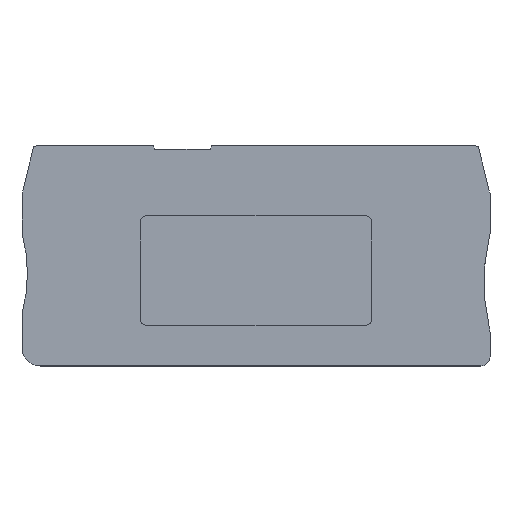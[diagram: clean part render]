
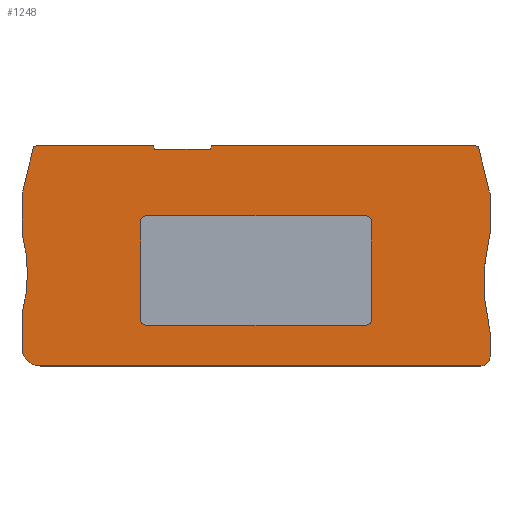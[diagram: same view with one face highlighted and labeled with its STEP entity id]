
A CAD part, top view. The second image highlights one B-rep face of the part: STEP entity #1248.
In plain terms, the highlighted planar face has unit normal (0, 0, 1).
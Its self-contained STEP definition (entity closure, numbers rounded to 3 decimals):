
#320=DIRECTION('',(-0.358,-0.934,0.));
#321=VECTOR('',#320,0.536);
#322=CARTESIAN_POINT('',(-0.232,36.2,2.2));
#323=LINE('',#322,#321);
#328=DIRECTION('',(-0.358,0.934,0.));
#329=VECTOR('',#328,0.536);
#330=CARTESIAN_POINT('',(-9.576,35.7,2.2));
#331=LINE('',#330,#329);
#332=DIRECTION('',(0.,1.,0.));
#333=VECTOR('',#332,16.);
#334=CARTESIAN_POINT('',(26.1,7.7,2.2));
#335=LINE('',#334,#333);
#336=DIRECTION('',(-1.,0.,0.));
#337=VECTOR('',#336,36.);
#338=CARTESIAN_POINT('',(25.1,24.7,2.2));
#339=LINE('',#338,#337);
#340=DIRECTION('',(0.,-1.,0.));
#341=VECTOR('',#340,16.);
#342=CARTESIAN_POINT('',(-11.9,23.7,2.2));
#343=LINE('',#342,#341);
#344=DIRECTION('',(1.,0.,0.));
#345=VECTOR('',#344,36.);
#346=CARTESIAN_POINT('',(-10.9,6.7,2.2));
#347=LINE('',#346,#345);
#348=DIRECTION('',(-1.,0.,0.));
#349=VECTOR('',#348,9.152);
#350=CARTESIAN_POINT('',(-0.424,35.7,2.2));
#351=LINE('',#350,#349);
#352=DIRECTION('',(1.,0.,0.));
#353=VECTOR('',#352,43.492);
#354=CARTESIAN_POINT('',(-0.232,36.2,2.2));
#355=LINE('',#354,#353);
#356=CARTESIAN_POINT('',(43.259,35.7,2.2));
#357=DIRECTION('',(0.,0.,-1.));
#358=DIRECTION('',(0.,1.,0.));
#359=AXIS2_PLACEMENT_3D('',#356,#357,#358);
#361=DIRECTION('',(0.242,-0.97,0.));
#362=VECTOR('',#361,0.43);
#363=CARTESIAN_POINT('',(43.745,35.821,2.2));
#364=LINE('',#363,#362);
#365=DIRECTION('',(0.242,-0.97,0.));
#366=VECTOR('',#365,6.732);
#367=CARTESIAN_POINT('',(43.849,35.403,2.2));
#368=LINE('',#367,#366);
#369=DIRECTION('',(0.242,-0.97,0.));
#370=VECTOR('',#369,0.508);
#371=CARTESIAN_POINT('',(45.477,28.872,2.2));
#372=LINE('',#371,#370);
#373=DIRECTION('',(0.,-1.,0.));
#374=VECTOR('',#373,6.618);
#375=CARTESIAN_POINT('',(45.6,28.379,2.2));
#376=LINE('',#375,#374);
#377=CARTESIAN_POINT('',(77.589,13.7,2.2));
#378=DIRECTION('',(0.,0.,1.));
#379=DIRECTION('',(-0.97,0.244,0.));
#380=AXIS2_PLACEMENT_3D('',#377,#378,#379);
#382=CARTESIAN_POINT('',(44.6,5.516,2.2));
#383=DIRECTION('',(0.,0.,-1.));
#384=DIRECTION('',(0.971,0.241,0.));
#385=AXIS2_PLACEMENT_3D('',#382,#383,#384);
#387=DIRECTION('',(0.,-1.,0.));
#388=VECTOR('',#387,4.016);
#389=CARTESIAN_POINT('',(45.6,5.516,2.2));
#390=LINE('',#389,#388);
#391=CARTESIAN_POINT('',(44.1,1.5,2.2));
#392=DIRECTION('',(0.,0.,-1.));
#393=DIRECTION('',(1.,0.,0.));
#394=AXIS2_PLACEMENT_3D('',#391,#392,#393);
#396=DIRECTION('',(-1.,0.,0.));
#397=VECTOR('',#396,72.5);
#398=CARTESIAN_POINT('',(44.1,0.,2.2));
#399=LINE('',#398,#397);
#400=CARTESIAN_POINT('',(-28.4,3.,2.2));
#401=DIRECTION('',(0.,0.,-1.));
#402=DIRECTION('',(0.,-1.,0.));
#403=AXIS2_PLACEMENT_3D('',#400,#401,#402);
#405=DIRECTION('',(0.,1.,0.));
#406=VECTOR('',#405,5.607);
#407=CARTESIAN_POINT('',(-31.4,3.,2.2));
#408=LINE('',#407,#406);
#409=CARTESIAN_POINT('',(-55.508,15.224,2.2));
#410=DIRECTION('',(0.,0.,1.));
#411=DIRECTION('',(0.964,-0.265,0.));
#412=AXIS2_PLACEMENT_3D('',#409,#410,#411);
#414=DIRECTION('',(0.,1.,0.));
#415=VECTOR('',#414,6.538);
#416=CARTESIAN_POINT('',(-31.4,21.841,2.2));
#417=LINE('',#416,#415);
#418=DIRECTION('',(0.242,0.97,0.));
#419=VECTOR('',#418,0.508);
#420=CARTESIAN_POINT('',(-31.4,28.379,2.2));
#421=LINE('',#420,#419);
#422=DIRECTION('',(0.242,0.97,0.));
#423=VECTOR('',#422,6.732);
#424=CARTESIAN_POINT('',(-31.277,28.872,2.2));
#425=LINE('',#424,#423);
#426=DIRECTION('',(0.242,0.97,0.));
#427=VECTOR('',#426,0.43);
#428=CARTESIAN_POINT('',(-29.649,35.403,2.2));
#429=LINE('',#428,#427);
#430=CARTESIAN_POINT('',(-29.059,35.7,2.2));
#431=DIRECTION('',(0.,0.,-1.));
#432=DIRECTION('',(-0.97,0.242,0.));
#433=AXIS2_PLACEMENT_3D('',#430,#431,#432);
#435=DIRECTION('',(1.,0.,0.));
#436=VECTOR('',#435,19.292);
#437=CARTESIAN_POINT('',(-29.059,36.2,2.2));
#438=LINE('',#437,#436);
#447=CARTESIAN_POINT('',(25.1,23.7,2.2));
#448=DIRECTION('',(0.,0.,-1.));
#449=DIRECTION('',(0.,1.,0.));
#450=AXIS2_PLACEMENT_3D('',#447,#448,#449);
#488=CARTESIAN_POINT('',(-10.9,23.7,2.2));
#489=DIRECTION('',(0.,0.,-1.));
#490=DIRECTION('',(-1.,0.,0.));
#491=AXIS2_PLACEMENT_3D('',#488,#489,#490);
#501=CARTESIAN_POINT('',(-10.9,7.7,2.2));
#502=DIRECTION('',(0.,0.,-1.));
#503=DIRECTION('',(0.,-1.,0.));
#504=AXIS2_PLACEMENT_3D('',#501,#502,#503);
#514=CARTESIAN_POINT('',(25.1,7.7,2.2));
#515=DIRECTION('',(0.,0.,-1.));
#516=DIRECTION('',(1.,0.,0.));
#517=AXIS2_PLACEMENT_3D('',#514,#515,#516);
#649=CARTESIAN_POINT('',(-31.4,21.841,2.2));
#650=CARTESIAN_POINT('',(-31.4,28.379,2.2));
#651=VERTEX_POINT('',#649);
#652=VERTEX_POINT('',#650);
#653=CARTESIAN_POINT('',(-31.4,8.607,2.2));
#654=VERTEX_POINT('',#653);
#655=CARTESIAN_POINT('',(-31.4,3.,2.2));
#656=VERTEX_POINT('',#655);
#657=CARTESIAN_POINT('',(-28.4,0.,2.2));
#658=VERTEX_POINT('',#657);
#659=CARTESIAN_POINT('',(44.1,0.,2.2));
#660=VERTEX_POINT('',#659);
#661=CARTESIAN_POINT('',(45.6,1.5,2.2));
#662=VERTEX_POINT('',#661);
#663=CARTESIAN_POINT('',(45.6,5.516,2.2));
#664=VERTEX_POINT('',#663);
#665=CARTESIAN_POINT('',(45.571,5.757,2.2));
#666=VERTEX_POINT('',#665);
#667=CARTESIAN_POINT('',(45.6,21.761,2.2));
#668=VERTEX_POINT('',#667);
#669=CARTESIAN_POINT('',(45.6,28.379,2.2));
#670=VERTEX_POINT('',#669);
#671=CARTESIAN_POINT('',(45.477,28.872,2.2));
#672=VERTEX_POINT('',#671);
#673=CARTESIAN_POINT('',(43.849,35.403,2.2));
#674=VERTEX_POINT('',#673);
#675=CARTESIAN_POINT('',(43.745,35.821,2.2));
#676=VERTEX_POINT('',#675);
#677=CARTESIAN_POINT('',(43.259,36.2,2.2));
#678=VERTEX_POINT('',#677);
#679=CARTESIAN_POINT('',(-29.545,35.821,2.2));
#680=CARTESIAN_POINT('',(-29.059,36.2,2.2));
#681=VERTEX_POINT('',#679);
#682=VERTEX_POINT('',#680);
#683=CARTESIAN_POINT('',(-29.649,35.403,2.2));
#684=VERTEX_POINT('',#683);
#685=CARTESIAN_POINT('',(-31.277,28.872,2.2));
#686=VERTEX_POINT('',#685);
#688=CARTESIAN_POINT('',(-9.768,36.2,2.2));
#690=VERTEX_POINT('',#688);
#692=CARTESIAN_POINT('',(-0.232,36.2,2.2));
#694=VERTEX_POINT('',#692);
#747=CARTESIAN_POINT('',(-11.9,23.7,2.2));
#748=VERTEX_POINT('',#747);
#749=CARTESIAN_POINT('',(-10.9,24.7,2.2));
#750=VERTEX_POINT('',#749);
#755=CARTESIAN_POINT('',(25.1,24.7,2.2));
#756=VERTEX_POINT('',#755);
#757=CARTESIAN_POINT('',(26.1,23.7,2.2));
#758=VERTEX_POINT('',#757);
#763=CARTESIAN_POINT('',(26.1,7.7,2.2));
#764=VERTEX_POINT('',#763);
#765=CARTESIAN_POINT('',(25.1,6.7,2.2));
#766=VERTEX_POINT('',#765);
#771=CARTESIAN_POINT('',(-10.9,6.7,2.2));
#772=VERTEX_POINT('',#771);
#773=CARTESIAN_POINT('',(-11.9,7.7,2.2));
#774=VERTEX_POINT('',#773);
#776=CARTESIAN_POINT('',(-9.576,35.7,2.2));
#778=VERTEX_POINT('',#776);
#779=CARTESIAN_POINT('',(-0.424,35.7,2.2));
#781=VERTEX_POINT('',#779);
#1180=CARTESIAN_POINT('',(0.,0.,2.2));
#1181=DIRECTION('',(0.,0.,1.));
#1182=DIRECTION('',(1.,0.,0.));
#1183=AXIS2_PLACEMENT_3D('',#1180,#1181,#1182);
#1184=PLANE('',#1183);
#1185=ORIENTED_EDGE('',*,*,#1172,.F.);
#1186=ORIENTED_EDGE('',*,*,#1161,.F.);
#1187=ORIENTED_EDGE('',*,*,#1147,.F.);
#1189=ORIENTED_EDGE('',*,*,#1188,.T.);
#1191=ORIENTED_EDGE('',*,*,#1190,.T.);
#1193=ORIENTED_EDGE('',*,*,#1192,.T.);
#1195=ORIENTED_EDGE('',*,*,#1194,.T.);
#1197=ORIENTED_EDGE('',*,*,#1196,.T.);
#1199=ORIENTED_EDGE('',*,*,#1198,.T.);
#1201=ORIENTED_EDGE('',*,*,#1200,.T.);
#1203=ORIENTED_EDGE('',*,*,#1202,.T.);
#1205=ORIENTED_EDGE('',*,*,#1204,.T.);
#1207=ORIENTED_EDGE('',*,*,#1206,.T.);
#1209=ORIENTED_EDGE('',*,*,#1208,.T.);
#1211=ORIENTED_EDGE('',*,*,#1210,.T.);
#1213=ORIENTED_EDGE('',*,*,#1212,.T.);
#1215=ORIENTED_EDGE('',*,*,#1214,.T.);
#1217=ORIENTED_EDGE('',*,*,#1216,.T.);
#1219=ORIENTED_EDGE('',*,*,#1218,.T.);
#1221=ORIENTED_EDGE('',*,*,#1220,.T.);
#1223=ORIENTED_EDGE('',*,*,#1222,.T.);
#1225=ORIENTED_EDGE('',*,*,#1224,.T.);
#1227=ORIENTED_EDGE('',*,*,#1226,.T.);
#1228=EDGE_LOOP('',(#1185,#1186,#1187,#1189,#1191,#1193,#1195,#1197,#1199,#1201,
#1203,#1205,#1207,#1209,#1211,#1213,#1215,#1217,#1219,#1221,#1223,#1225,#1227));
#1229=FACE_OUTER_BOUND('',#1228,.F.);
#1231=ORIENTED_EDGE('',*,*,#1230,.T.);
#1233=ORIENTED_EDGE('',*,*,#1232,.F.);
#1235=ORIENTED_EDGE('',*,*,#1234,.T.);
#1237=ORIENTED_EDGE('',*,*,#1236,.F.);
#1239=ORIENTED_EDGE('',*,*,#1238,.T.);
#1241=ORIENTED_EDGE('',*,*,#1240,.F.);
#1243=ORIENTED_EDGE('',*,*,#1242,.T.);
#1245=ORIENTED_EDGE('',*,*,#1244,.F.);
#1246=EDGE_LOOP('',(#1231,#1233,#1235,#1237,#1239,#1241,#1243,#1245));
#1247=FACE_BOUND('',#1246,.F.);
#1248=ADVANCED_FACE('',(#1229,#1247),#1184,.T.);
#360=CIRCLE('',#359,0.5);
#381=CIRCLE('',#380,32.989);
#386=CIRCLE('',#385,1.);
#395=CIRCLE('',#394,1.5);
#404=CIRCLE('',#403,3.);
#413=CIRCLE('',#412,25.);
#434=CIRCLE('',#433,0.5);
#451=CIRCLE('',#450,1.);
#492=CIRCLE('',#491,1.);
#505=CIRCLE('',#504,1.);
#518=CIRCLE('',#517,1.);
#1147=EDGE_CURVE('',#694,#781,#323,.T.);
#1161=EDGE_CURVE('',#781,#778,#351,.T.);
#1172=EDGE_CURVE('',#778,#690,#331,.T.);
#1188=EDGE_CURVE('',#694,#678,#355,.T.);
#1190=EDGE_CURVE('',#678,#676,#360,.T.);
#1192=EDGE_CURVE('',#676,#674,#364,.T.);
#1194=EDGE_CURVE('',#674,#672,#368,.T.);
#1196=EDGE_CURVE('',#672,#670,#372,.T.);
#1198=EDGE_CURVE('',#670,#668,#376,.T.);
#1200=EDGE_CURVE('',#668,#666,#381,.T.);
#1202=EDGE_CURVE('',#666,#664,#386,.T.);
#1204=EDGE_CURVE('',#664,#662,#390,.T.);
#1206=EDGE_CURVE('',#662,#660,#395,.T.);
#1208=EDGE_CURVE('',#660,#658,#399,.T.);
#1210=EDGE_CURVE('',#658,#656,#404,.T.);
#1212=EDGE_CURVE('',#656,#654,#408,.T.);
#1214=EDGE_CURVE('',#654,#651,#413,.T.);
#1216=EDGE_CURVE('',#651,#652,#417,.T.);
#1218=EDGE_CURVE('',#652,#686,#421,.T.);
#1220=EDGE_CURVE('',#686,#684,#425,.T.);
#1222=EDGE_CURVE('',#684,#681,#429,.T.);
#1224=EDGE_CURVE('',#681,#682,#434,.T.);
#1226=EDGE_CURVE('',#682,#690,#438,.T.);
#1230=EDGE_CURVE('',#764,#758,#335,.T.);
#1232=EDGE_CURVE('',#756,#758,#451,.T.);
#1234=EDGE_CURVE('',#756,#750,#339,.T.);
#1236=EDGE_CURVE('',#748,#750,#492,.T.);
#1238=EDGE_CURVE('',#748,#774,#343,.T.);
#1240=EDGE_CURVE('',#772,#774,#505,.T.);
#1242=EDGE_CURVE('',#772,#766,#347,.T.);
#1244=EDGE_CURVE('',#764,#766,#518,.T.);
